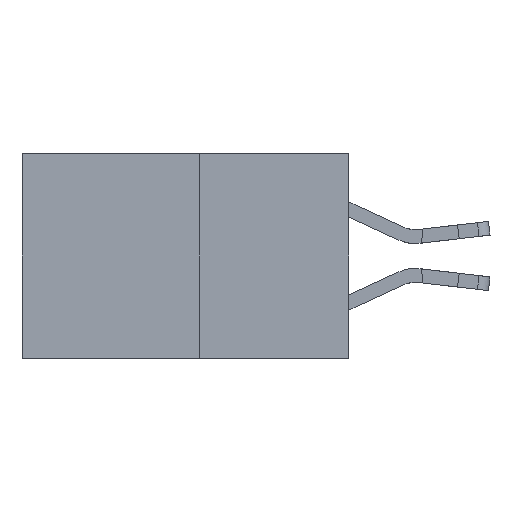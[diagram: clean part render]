
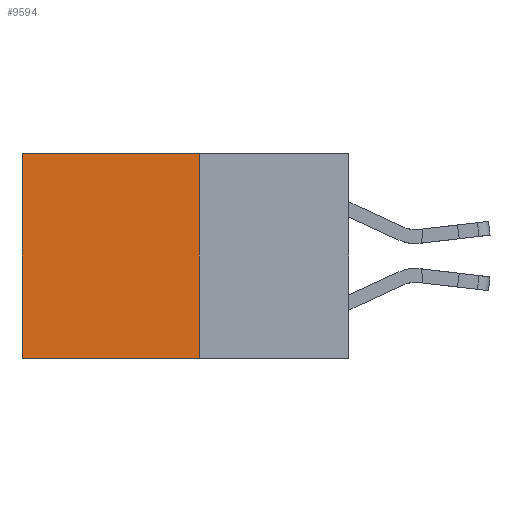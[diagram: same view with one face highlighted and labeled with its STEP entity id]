
A CAD part, left-side view. The second image highlights one B-rep face of the part: STEP entity #9594.
In plain terms, the highlighted planar face has unit normal (-1, 0, 0).
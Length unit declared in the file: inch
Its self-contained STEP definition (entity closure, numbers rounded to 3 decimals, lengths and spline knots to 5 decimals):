
#467 = EDGE_CURVE ( 'NONE', #17482, #9457, #15297, .T. ) ;
#2923 = EDGE_CURVE ( 'NONE', #9457, #8836, #13587, .T. ) ;
#3555 = CARTESIAN_POINT ( 'NONE',  ( 0.277, 0.27, -0.37 ) ) ;
#3905 = FACE_OUTER_BOUND ( 'NONE', #15681, .T. ) ;
#4368 = ORIENTED_EDGE ( 'NONE', *, *, #4570, .F. ) ;
#4420 = LINE ( 'NONE', #15468, #8565 ) ;
#4516 = VECTOR ( 'NONE', #8160, 39.37008 ) ;
#4570 = EDGE_CURVE ( 'NONE', #17482, #17023, #9659, .T. ) ;
#4961 = CARTESIAN_POINT ( 'NONE',  ( 0.277, 0.27, -0.37 ) ) ;
#5260 = ORIENTED_EDGE ( 'NONE', *, *, #2923, .T. ) ;
#6145 = DIRECTION ( 'NONE',  ( 0., 1., 0. ) ) ;
#7002 = VECTOR ( 'NONE', #9622, 39.37008 ) ;
#8088 = PLANE ( 'NONE',  #10678 ) ;
#8160 = DIRECTION ( 'NONE',  ( 0., 0., -1. ) ) ;
#8341 = EDGE_CURVE ( 'NONE', #17023, #8836, #4420, .T. ) ;
#8565 = VECTOR ( 'NONE', #6145, 39.37008 ) ;
#8836 = VERTEX_POINT ( 'NONE', #19547 ) ;
#9325 = CARTESIAN_POINT ( 'NONE',  ( 0.277, 0.59, 0. ) ) ;
#9457 = VERTEX_POINT ( 'NONE', #9325 ) ;
#9474 = VECTOR ( 'NONE', #10604, 39.37008 ) ;
#9594 = ADVANCED_FACE ( 'NONE', ( #3905 ), #8088, .F. ) ;
#9622 = DIRECTION ( 'NONE',  ( 0., 1., 0. ) ) ;
#9659 = LINE ( 'NONE', #12775, #4516 ) ;
#9674 = DIRECTION ( 'NONE',  ( 0., 0., -1. ) ) ;
#10604 = DIRECTION ( 'NONE',  ( 0., 0., -1. ) ) ;
#10678 = AXIS2_PLACEMENT_3D ( 'NONE', #4961, #18885, #9674 ) ;
#12159 = ORIENTED_EDGE ( 'NONE', *, *, #467, .T. ) ;
#12320 = CARTESIAN_POINT ( 'NONE',  ( 0.277, 0.27, 0. ) ) ;
#12775 = CARTESIAN_POINT ( 'NONE',  ( 0.277, 0.27, -0.37 ) ) ;
#13587 = LINE ( 'NONE', #18753, #9474 ) ;
#15297 = LINE ( 'NONE', #17184, #7002 ) ;
#15468 = CARTESIAN_POINT ( 'NONE',  ( 0.277, 0.27, -0.37 ) ) ;
#15681 = EDGE_LOOP ( 'NONE', ( #5260, #16865, #4368, #12159 ) ) ;
#16865 = ORIENTED_EDGE ( 'NONE', *, *, #8341, .F. ) ;
#17023 = VERTEX_POINT ( 'NONE', #3555 ) ;
#17184 = CARTESIAN_POINT ( 'NONE',  ( 0.277, 0.27, 0. ) ) ;
#17482 = VERTEX_POINT ( 'NONE', #12320 ) ;
#18753 = CARTESIAN_POINT ( 'NONE',  ( 0.277, 0.59, -0.37 ) ) ;
#18885 = DIRECTION ( 'NONE',  ( 1., 0., 0. ) ) ;
#19547 = CARTESIAN_POINT ( 'NONE',  ( 0.277, 0.59, -0.37 ) ) ;
